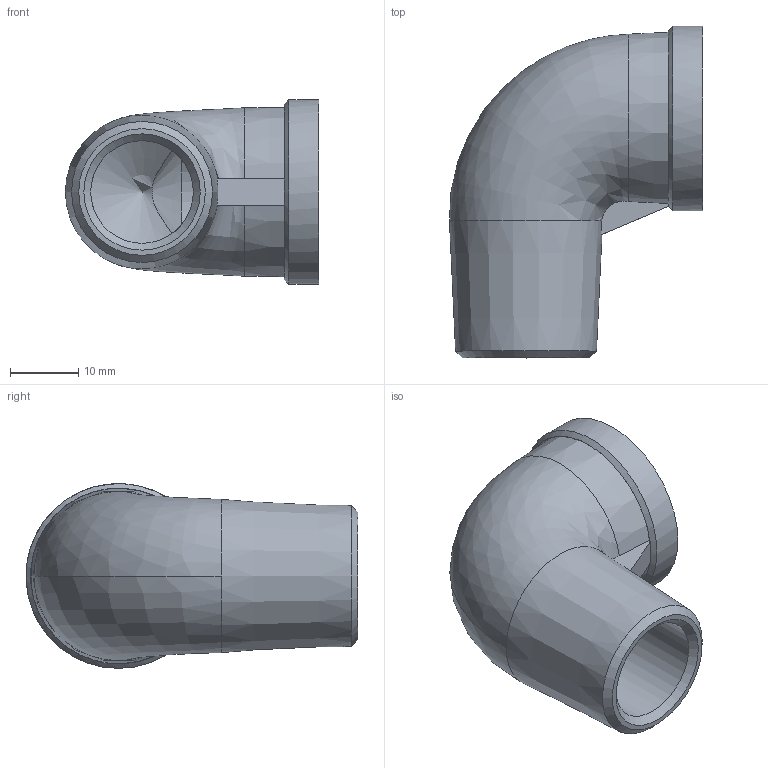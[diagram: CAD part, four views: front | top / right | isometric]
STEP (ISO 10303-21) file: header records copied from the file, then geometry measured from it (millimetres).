
FILE_DESCRIPTION(/* description */ ('MALE TO FEMALE ELBOW 1/2" BSP'),/* implementation_level */ '2;1');
FILE_NAME(/* name */ '#25C_1-2X1-2.stp',/* time_stamp */ '2018-05-02T14:46:24+10:00',/* author */ ('daud'),/* organization */ (''),/* preprocessor_version */ 'ST-DEVELOPER v16.13',/* originating_system */ 'Autodesk Inventor 2018',/* authorisation */ '');
FILE_SCHEMA (('AUTOMOTIVE_DESIGN { 1 0 10303 214 3 1 1 }'));
Length unit declared in the file: millimetre
Products named in the file (1): #1116
Bounding box: 36.99 x 48.5 x 27 mm (x, y, z)
Volume: 11807.5 mm3; surface area: 8107.5 mm2
Topology: 1 solids, 1 shells, 28 faces, 74 edges, 45 vertices
Faces by surface type: plane 13, cone 9, cylinder 4, bspline 2
Full cylindrical faces by diameter (mm): 15 x1, 17.5 x1, 25.627 x1, 27 x1
Entity records: 1111 total; most frequent: CARTESIAN_POINT 454, DIRECTION 133, ORIENTED_EDGE 114, AXIS2_PLACEMENT_3D 58, EDGE_CURVE 57, EDGE_LOOP 42, VERTEX_POINT 40, CIRCLE 28
